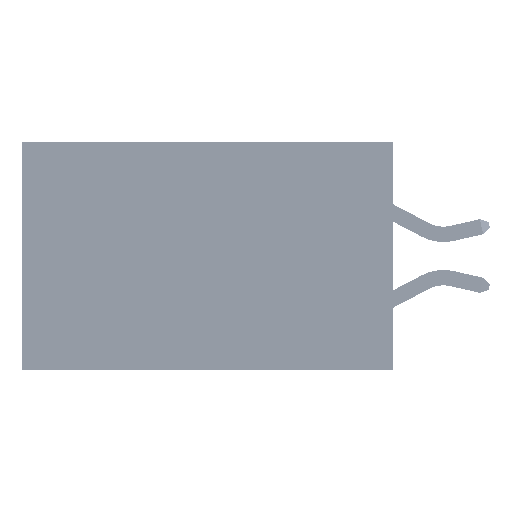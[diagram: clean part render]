
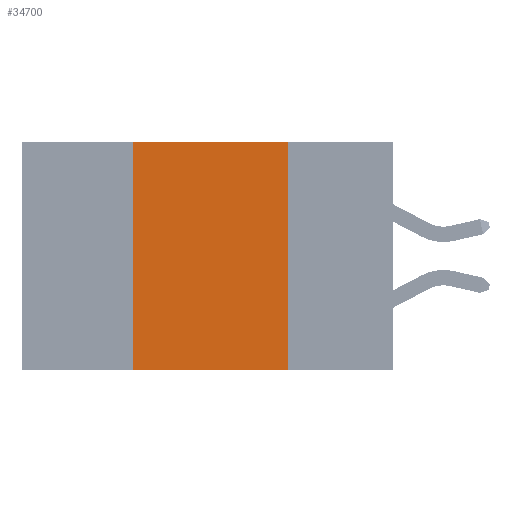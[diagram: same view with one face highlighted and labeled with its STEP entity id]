
A CAD part, left-side view. The second image highlights one B-rep face of the part: STEP entity #34700.
In plain terms, the highlighted planar face has unit normal (-1, 0, 0).
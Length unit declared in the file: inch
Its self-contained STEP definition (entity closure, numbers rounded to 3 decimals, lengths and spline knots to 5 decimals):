
#1040 = CARTESIAN_POINT ( 'NONE',  ( 0., 0.42, 0. ) ) ;
#2194 = ORIENTED_EDGE ( 'NONE', *, *, #42467, .T. ) ;
#2815 = CARTESIAN_POINT ( 'NONE',  ( 0., 0.6, 0. ) ) ;
#6603 = DIRECTION ( 'NONE',  ( 0., 0., -1. ) ) ;
#7053 = DIRECTION ( 'NONE',  ( 1., 0., 0. ) ) ;
#9504 = CARTESIAN_POINT ( 'NONE',  ( 0., 0.17, -0.37 ) ) ;
#9834 = LINE ( 'NONE', #38721, #19915 ) ;
#10345 = VERTEX_POINT ( 'NONE', #35460 ) ;
#11014 = DIRECTION ( 'NONE',  ( 0., -1., 0. ) ) ;
#11644 = LINE ( 'NONE', #26078, #46507 ) ;
#14110 = CARTESIAN_POINT ( 'NONE',  ( 0., 0.6, -0.37 ) ) ;
#16516 = LINE ( 'NONE', #27884, #22862 ) ;
#16899 = VERTEX_POINT ( 'NONE', #30443 ) ;
#17010 = EDGE_CURVE ( 'NONE', #10345, #30915, #9834, .T. ) ;
#17032 = PLANE ( 'NONE',  #25592 ) ;
#17220 = DIRECTION ( 'NONE',  ( 0., -1., 0. ) ) ;
#19915 = VECTOR ( 'NONE', #35199, 39.37008 ) ;
#21268 = EDGE_CURVE ( 'NONE', #30915, #16899, #16516, .T. ) ;
#22862 = VECTOR ( 'NONE', #17220, 39.37008 ) ;
#25104 = EDGE_LOOP ( 'NONE', ( #30737, #25564, #33915, #2194 ) ) ;
#25564 = ORIENTED_EDGE ( 'NONE', *, *, #21268, .F. ) ;
#25592 = AXIS2_PLACEMENT_3D ( 'NONE', #2815, #7053, #6603 ) ;
#26078 = CARTESIAN_POINT ( 'NONE',  ( 0., 0.17, 0. ) ) ;
#27884 = CARTESIAN_POINT ( 'NONE',  ( 0., 0.6, 0. ) ) ;
#28442 = VECTOR ( 'NONE', #11014, 39.37008 ) ;
#30443 = CARTESIAN_POINT ( 'NONE',  ( 0., 0.17, 0. ) ) ;
#30737 = ORIENTED_EDGE ( 'NONE', *, *, #39806, .F. ) ;
#30915 = VERTEX_POINT ( 'NONE', #1040 ) ;
#32422 = FACE_OUTER_BOUND ( 'NONE', #25104, .T. ) ;
#32496 = DIRECTION ( 'NONE',  ( 0., 0., -1. ) ) ;
#32567 = LINE ( 'NONE', #14110, #28442 ) ;
#33915 = ORIENTED_EDGE ( 'NONE', *, *, #17010, .F. ) ;
#34700 = ADVANCED_FACE ( 'NONE', ( #32422 ), #17032, .F. ) ;
#35199 = DIRECTION ( 'NONE',  ( 0., 0., 1. ) ) ;
#35460 = CARTESIAN_POINT ( 'NONE',  ( 0., 0.42, -0.37 ) ) ;
#35634 = VERTEX_POINT ( 'NONE', #9504 ) ;
#38721 = CARTESIAN_POINT ( 'NONE',  ( 0., 0.42, 0. ) ) ;
#39806 = EDGE_CURVE ( 'NONE', #16899, #35634, #11644, .T. ) ;
#42467 = EDGE_CURVE ( 'NONE', #10345, #35634, #32567, .T. ) ;
#46507 = VECTOR ( 'NONE', #32496, 39.37008 ) ;
